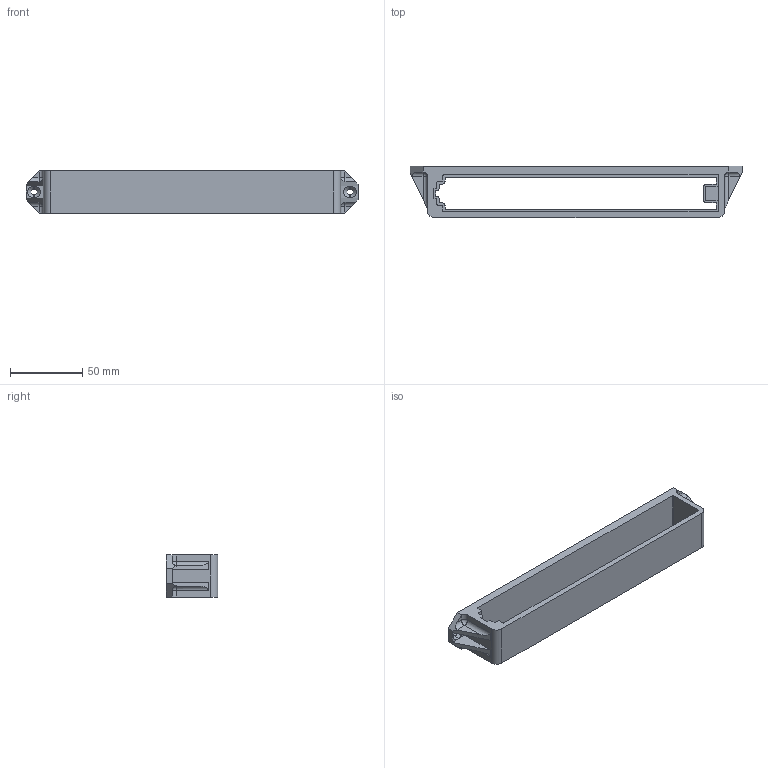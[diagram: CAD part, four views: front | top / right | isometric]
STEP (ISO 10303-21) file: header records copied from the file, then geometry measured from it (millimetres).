
FILE_DESCRIPTION(/* description */ (''),/* implementation_level */ '2;1');
FILE_NAME(/* name */ 'Porta Fusivel single v1.step',/* time_stamp */ '2024-10-22T14:05:43-03:00',/* author */ (''),/* organization */ (''),/* preprocessor_version */ 'ST-DEVELOPER v20',/* originating_system */ 'Autodesk Translation Framework v13.20.0.188',/* authorisation */ '');
FILE_SCHEMA (('AUTOMOTIVE_DESIGN { 1 0 10303 214 3 1 1 }'));
Length unit declared in the file: millimetre
Products named in the file (1): Porta Fusivel single
Bounding box: 229 x 35.5 x 29 mm (x, y, z)
Volume: 73991.7 mm3; surface area: 35245.8 mm2
Topology: 1 solids, 1 shells, 119 faces, 324 edges, 208 vertices
Faces by surface type: plane 71, cylinder 40, sphere 4, cone 4
Entity records: 3775 total; most frequent: CARTESIAN_POINT 652, ORIENTED_EDGE 648, DIRECTION 648, EDGE_CURVE 324, LINE 240, VECTOR 240, VERTEX_POINT 208, AXIS2_PLACEMENT_3D 204
